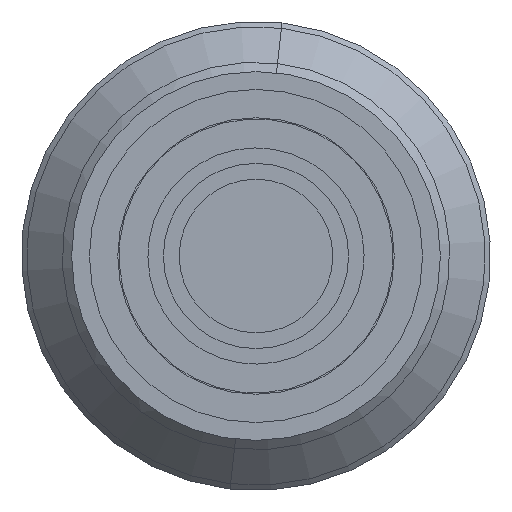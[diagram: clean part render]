
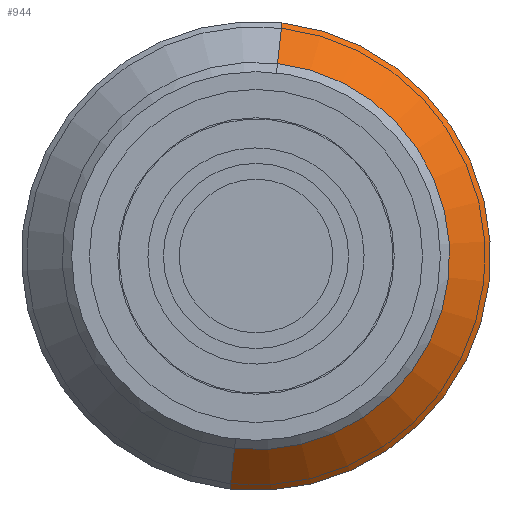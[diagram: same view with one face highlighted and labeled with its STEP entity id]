
A CAD part, front view. The second image highlights one B-rep face of the part: STEP entity #944.
In plain terms, the highlighted conical face has half-angle 45 degrees and reference radius 12.065 mm.
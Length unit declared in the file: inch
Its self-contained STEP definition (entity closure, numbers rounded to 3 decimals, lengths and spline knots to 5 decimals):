
#13 = CARTESIAN_POINT ( 'NONE',  ( 0., 1.3925, 0. ) ) ;
#43 = DIRECTION ( 'NONE',  ( 0.111, 0., 0.994 ) ) ;
#46 = DIRECTION ( 'NONE',  ( 0.078, 0.707, 0.703 ) ) ;
#98 = VERTEX_POINT ( 'NONE', #421 ) ;
#162 = DIRECTION ( 'NONE',  ( 0., 1., 0. ) ) ;
#166 = DIRECTION ( 'NONE',  ( 0.111, 0., 0.994 ) ) ;
#256 = DIRECTION ( 'NONE',  ( 0.111, 0., 0.994 ) ) ;
#274 = CARTESIAN_POINT ( 'NONE',  ( 0.05267, 1.3925, 0.47207 ) ) ;
#340 = VECTOR ( 'NONE', #46, 39.37008 ) ;
#383 = DIRECTION ( 'NONE',  ( 0., 1., 0. ) ) ;
#421 = CARTESIAN_POINT ( 'NONE',  ( -0.05267, 1.3925, -0.47207 ) ) ;
#431 = CIRCLE ( 'NONE', #896, 0.475 ) ;
#448 = ORIENTED_EDGE ( 'NONE', *, *, #1005, .F. ) ;
#473 = VERTEX_POINT ( 'NONE', #732 ) ;
#498 = CARTESIAN_POINT ( 'NONE',  ( -0.05267, 1.3925, -0.47207 ) ) ;
#500 = EDGE_CURVE ( 'NONE', #473, #917, #1032, .T. ) ;
#554 = CONICAL_SURFACE ( 'NONE', #1422, 0.475, 0.785 ) ;
#597 = ORIENTED_EDGE ( 'NONE', *, *, #1145, .F. ) ;
#637 = AXIS2_PLACEMENT_3D ( 'NONE', #1213, #383, #43 ) ;
#686 = LINE ( 'NONE', #1103, #340 ) ;
#732 = CARTESIAN_POINT ( 'NONE',  ( 0.04352, 1.31, 0.39008 ) ) ;
#756 = CARTESIAN_POINT ( 'NONE',  ( -0.04352, 1.31, -0.39008 ) ) ;
#852 = DIRECTION ( 'NONE',  ( -0.078, 0.707, -0.703 ) ) ;
#857 = FACE_OUTER_BOUND ( 'NONE', #1289, .T. ) ;
#866 = VECTOR ( 'NONE', #852, 39.37008 ) ;
#896 = AXIS2_PLACEMENT_3D ( 'NONE', #1311, #1433, #256 ) ;
#917 = VERTEX_POINT ( 'NONE', #756 ) ;
#944 = ADVANCED_FACE ( 'NONE', ( #857 ), #554, .T. ) ;
#1005 = EDGE_CURVE ( 'NONE', #1385, #98, #431, .T. ) ;
#1023 = EDGE_CURVE ( 'NONE', #917, #98, #1090, .T. ) ;
#1032 = CIRCLE ( 'NONE', #637, 0.3925 ) ;
#1090 = LINE ( 'NONE', #498, #866 ) ;
#1103 = CARTESIAN_POINT ( 'NONE',  ( 0.05267, 1.3925, 0.47207 ) ) ;
#1145 = EDGE_CURVE ( 'NONE', #473, #1385, #686, .T. ) ;
#1213 = CARTESIAN_POINT ( 'NONE',  ( 0., 1.31, 0. ) ) ;
#1289 = EDGE_LOOP ( 'NONE', ( #1520, #1379, #448, #597 ) ) ;
#1311 = CARTESIAN_POINT ( 'NONE',  ( 0., 1.3925, 0. ) ) ;
#1379 = ORIENTED_EDGE ( 'NONE', *, *, #1023, .T. ) ;
#1385 = VERTEX_POINT ( 'NONE', #274 ) ;
#1422 = AXIS2_PLACEMENT_3D ( 'NONE', #13, #162, #166 ) ;
#1433 = DIRECTION ( 'NONE',  ( 0., 1., 0. ) ) ;
#1520 = ORIENTED_EDGE ( 'NONE', *, *, #500, .T. ) ;
